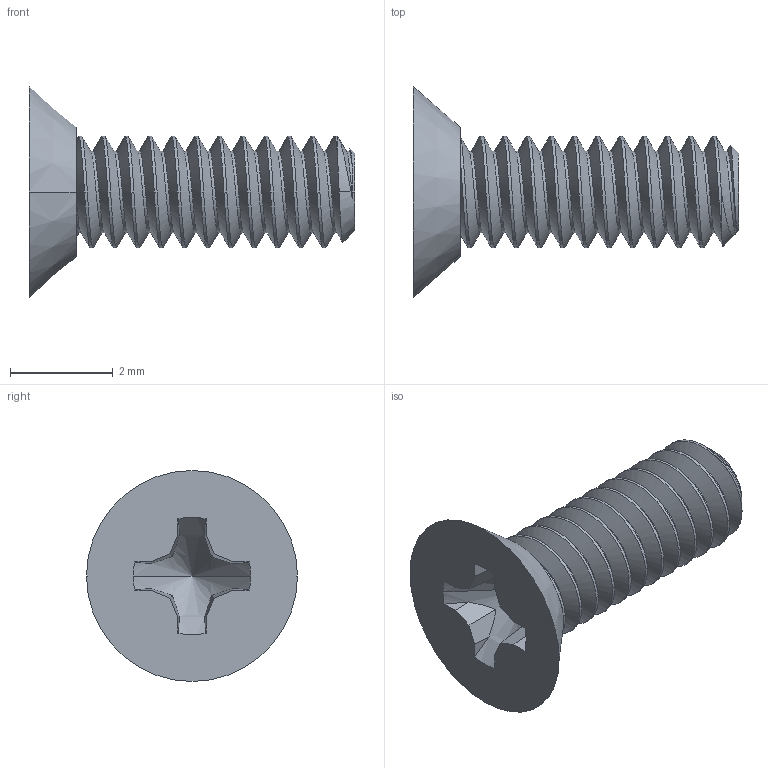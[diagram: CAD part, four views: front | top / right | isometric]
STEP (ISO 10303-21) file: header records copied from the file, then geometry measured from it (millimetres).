
FILE_DESCRIPTION (( 'STEP AP203' ), '1' );
FILE_NAME ('91099A104_Passivated 18-8 Stainless Steel Phillips Flat Head Screw.STEP', '2021-07-26T19:10:19', ( 'Administrator' ), ( 'Managed by Terraform' ), 'SwSTEP 2.0', 'SolidWorks 2017', '' );
FILE_SCHEMA (( 'CONFIG_CONTROL_DESIGN' ));
Length unit declared in the file: inch
Products named in the file (1): 91099A104_Passivated 18-8 Stainless Steel Phillips Flat Head Screw
Bounding box: 6.35 x 4.11 x 4.11 mm (x, y, z)
Volume: 21.9 mm3; surface area: 89.1 mm2
Topology: 1 solids, 1 shells, 52 faces, 147 edges, 97 vertices
Faces by surface type: cylinder 23, plane 19, cone 7, bspline 3
Entity records: 3239 total; most frequent: CARTESIAN_POINT 2012, ORIENTED_EDGE 290, DIRECTION 185, EDGE_CURVE 145, VERTEX_POINT 97, AXIS2_PLACEMENT_3D 64, VECTOR 57, LINE 57
